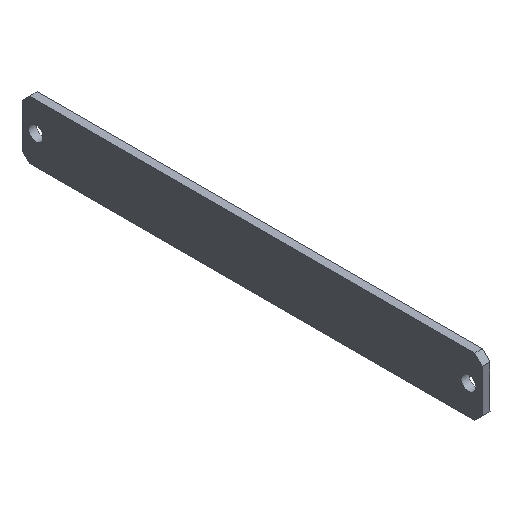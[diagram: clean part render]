
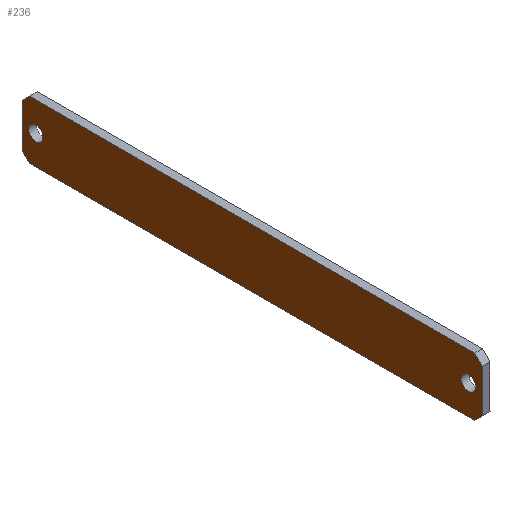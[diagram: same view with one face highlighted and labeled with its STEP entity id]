
A CAD part, isometric view. The second image highlights one B-rep face of the part: STEP entity #236.
In plain terms, the highlighted planar face has unit normal (-1, 0, 0).
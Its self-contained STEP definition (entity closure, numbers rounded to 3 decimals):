
#19=FACE_BOUND('',#51,.T.);
#20=FACE_BOUND('',#52,.T.);
#23=CIRCLE('',#261,2.795);
#24=CIRCLE('',#263,2.795);
#36=FACE_OUTER_BOUND('',#50,.T.);
#50=EDGE_LOOP('',(#205,#206,#207,#208,#209,#210,#211,#212));
#51=EDGE_LOOP('',(#213));
#52=EDGE_LOOP('',(#214));
#53=LINE('',#331,#79);
#64=LINE('',#357,#90);
#66=LINE('',#361,#92);
#68=LINE('',#366,#94);
#72=LINE('',#372,#98);
#73=LINE('',#375,#99);
#77=LINE('',#386,#103);
#78=LINE('',#388,#104);
#79=VECTOR('',#271,10.);
#90=VECTOR('',#290,10.);
#92=VECTOR('',#294,10.);
#94=VECTOR('',#298,10.);
#98=VECTOR('',#304,10.);
#99=VECTOR('',#307,10.);
#103=VECTOR('',#321,10.);
#104=VECTOR('',#324,10.);
#105=VERTEX_POINT('',#329);
#106=VERTEX_POINT('',#330);
#117=VERTEX_POINT('',#356);
#118=VERTEX_POINT('',#360);
#119=VERTEX_POINT('',#364);
#120=VERTEX_POINT('',#365);
#121=VERTEX_POINT('',#370);
#122=VERTEX_POINT('',#374);
#123=VERTEX_POINT('',#378);
#124=VERTEX_POINT('',#382);
#125=EDGE_CURVE('',#105,#106,#53,.T.);
#138=EDGE_CURVE('',#117,#106,#64,.T.);
#140=EDGE_CURVE('',#117,#118,#66,.T.);
#142=EDGE_CURVE('',#119,#120,#68,.T.);
#146=EDGE_CURVE('',#119,#121,#72,.T.);
#147=EDGE_CURVE('',#122,#121,#73,.T.);
#149=EDGE_CURVE('',#123,#123,#23,.T.);
#151=EDGE_CURVE('',#124,#124,#24,.T.);
#153=EDGE_CURVE('',#122,#118,#77,.T.);
#154=EDGE_CURVE('',#105,#120,#78,.T.);
#205=ORIENTED_EDGE('',*,*,#125,.F.);
#206=ORIENTED_EDGE('',*,*,#154,.T.);
#207=ORIENTED_EDGE('',*,*,#142,.F.);
#208=ORIENTED_EDGE('',*,*,#146,.T.);
#209=ORIENTED_EDGE('',*,*,#147,.F.);
#210=ORIENTED_EDGE('',*,*,#153,.T.);
#211=ORIENTED_EDGE('',*,*,#140,.F.);
#212=ORIENTED_EDGE('',*,*,#138,.T.);
#213=ORIENTED_EDGE('',*,*,#151,.T.);
#214=ORIENTED_EDGE('',*,*,#149,.T.);
#224=PLANE('',#266);
#236=ADVANCED_FACE('',(#36,#19,#20),#224,.T.);
#261=AXIS2_PLACEMENT_3D('',#379,#311,#312);
#263=AXIS2_PLACEMENT_3D('',#383,#316,#317);
#266=AXIS2_PLACEMENT_3D('',#389,#325,#326);
#271=DIRECTION('',(0.,-0.707,-0.707));
#290=DIRECTION('',(0.,0.,1.));
#294=DIRECTION('',(0.,0.707,-0.707));
#298=DIRECTION('',(0.,-0.707,0.707));
#304=DIRECTION('',(0.,0.,-1.));
#307=DIRECTION('',(0.,0.707,0.707));
#311=DIRECTION('center_axis',(1.,0.,0.));
#312=DIRECTION('ref_axis',(0.,-1.,0.));
#316=DIRECTION('center_axis',(1.,0.,0.));
#317=DIRECTION('ref_axis',(0.,-1.,0.));
#321=DIRECTION('',(0.,-1.,0.));
#324=DIRECTION('',(0.,1.,0.));
#325=DIRECTION('center_axis',(-1.,0.,0.));
#326=DIRECTION('ref_axis',(0.,-1.,0.));
#329=CARTESIAN_POINT('',(-626.779,162.717,732.258));
#330=CARTESIAN_POINT('',(-626.779,159.717,729.258));
#331=CARTESIAN_POINT('',(-626.779,175.663,745.204));
#356=CARTESIAN_POINT('',(-626.779,159.717,712.258));
#357=CARTESIAN_POINT('',(-626.779,159.717,709.258));
#360=CARTESIAN_POINT('',(-626.779,162.717,709.258));
#361=CARTESIAN_POINT('',(-626.779,200.663,671.311));
#364=CARTESIAN_POINT('',(-626.779,341.717,729.258));
#365=CARTESIAN_POINT('',(-626.779,338.717,732.258));
#366=CARTESIAN_POINT('',(-626.779,339.913,731.061));
#370=CARTESIAN_POINT('',(-626.779,341.717,712.258));
#372=CARTESIAN_POINT('',(-626.779,341.717,732.258));
#374=CARTESIAN_POINT('',(-626.779,338.717,709.258));
#375=CARTESIAN_POINT('',(-626.779,314.913,685.454));
#378=CARTESIAN_POINT('',(-626.779,168.012,720.758));
#379=CARTESIAN_POINT('Origin',(-626.779,165.217,720.758));
#382=CARTESIAN_POINT('',(-626.779,339.012,720.758));
#383=CARTESIAN_POINT('Origin',(-626.779,336.217,720.758));
#386=CARTESIAN_POINT('',(-626.779,341.717,709.258));
#388=CARTESIAN_POINT('',(-626.779,159.717,732.258));
#389=CARTESIAN_POINT('Origin',(-626.779,279.002,670.758));
